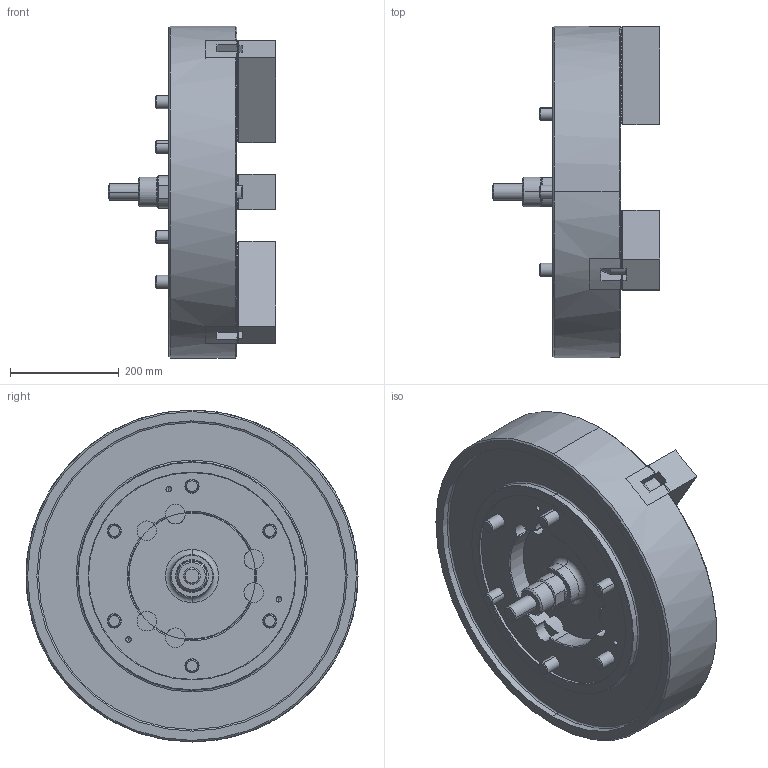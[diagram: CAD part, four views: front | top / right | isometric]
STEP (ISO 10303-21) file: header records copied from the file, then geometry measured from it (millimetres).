
FILE_DESCRIPTION (( 'STEP AP203' ), '1' );
FILE_NAME ('CF-3P-224.STEP', '2023-08-28T06:27:47', ( '' ), ( '' ), 'SwSTEP 2.0', 'SolidWorks 2020', '' );
FILE_SCHEMA (( 'CONFIG_CONTROL_DESIGN' ));
Length unit declared in the file: millimetre
Products named in the file (13): CF-3P-15-06000; CF-3P-224-01000; SJ-21; CF-3P-224-02000; 圓頭內六角螺栓_M6x12; CF-3P-224-03000; 圓頭內六角螺栓_M20x60; CF-3H-221-04000(T型塊); 圓頭內六角螺栓_M24x120; CF-3P-221-03000; 圓頭內六角螺栓_M30x125(全牙); CF-3P-15-05000; CF-3P-224
Assembly tree (33 placements, depth 2):
  CF-3P-224
    CF-3P-224-01000
    CF-3P-224-02000
    CF-3P-224-03000
    CF-3H-221-04000(T型塊)  x6
    CF-3P-221-03000  x3
    CF-3P-15-05000
    CF-3P-15-06000
    SJ-21  x3
    圓頭內六角螺栓_M6x12  x3
    圓頭內六角螺栓_M20x60  x6
    圓頭內六角螺栓_M24x120  x6
    圓頭內六角螺栓_M30x125(全牙)
Bounding box: 307.2 x 610 x 610 mm (x, y, z)
Volume: 34639055.8 mm3; surface area: 1959834.2 mm2
Topology: 33 solids, 33 shells, 4874 faces, 14045 edges, 9271 vertices
Faces by surface type: plane 3712, cylinder 901, cone 227, torus 34
Entity records: 61060 total; most frequent: CARTESIAN_POINT 11266, ORIENTED_EDGE 10306, DIRECTION 9659, EDGE_CURVE 5153, LINE 3967, VECTOR 3967, VERTEX_POINT 3405, AXIS2_PLACEMENT_3D 2846
